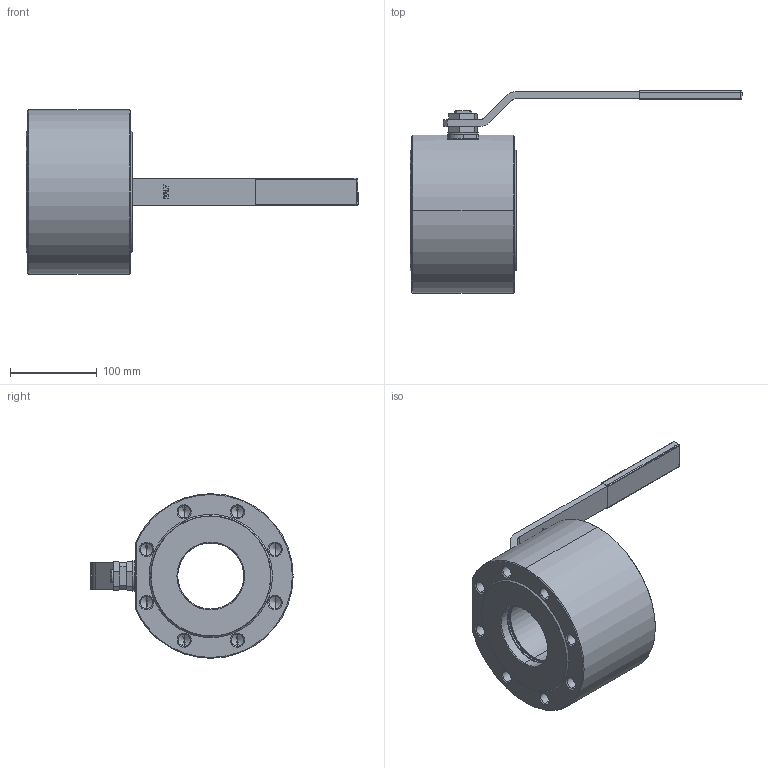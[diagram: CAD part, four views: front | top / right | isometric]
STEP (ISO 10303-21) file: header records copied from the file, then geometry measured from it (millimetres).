
FILE_DESCRIPTION (( 'STEP AP203' ), '1' );
FILE_NAME ('72200014.STEP', '2009-11-05T10:00:17', ( '.' ), ( '.' ), 'SwSTEP 2.0', 'SolidWorks 2008', '' );
FILE_SCHEMA (( 'CONFIG_CONTROL_DESIGN' ));
Length unit declared in the file: millimetre
Products named in the file (1): 72200014
Bounding box: 382 x 232.75 x 189.5 mm (x, y, z)
Volume: 2838399.1 mm3; surface area: 228845.9 mm2
Topology: 2 solids, 2 shells, 476 faces, 1225 edges, 738 vertices
Faces by surface type: cone 163, plane 132, cylinder 123, bspline 54, sphere 4
Entity records: 17274 total; most frequent: CARTESIAN_POINT 6080, ORIENTED_EDGE 2354, DIRECTION 2335, EDGE_CURVE 1177, AXIS2_PLACEMENT_3D 901, VERTEX_POINT 738, VECTOR 533, LINE 533
